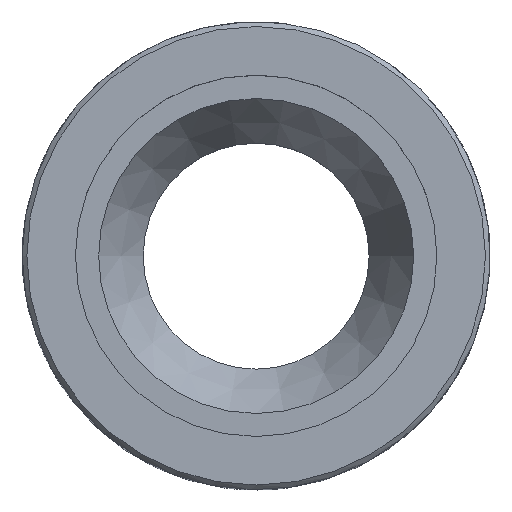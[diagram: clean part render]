
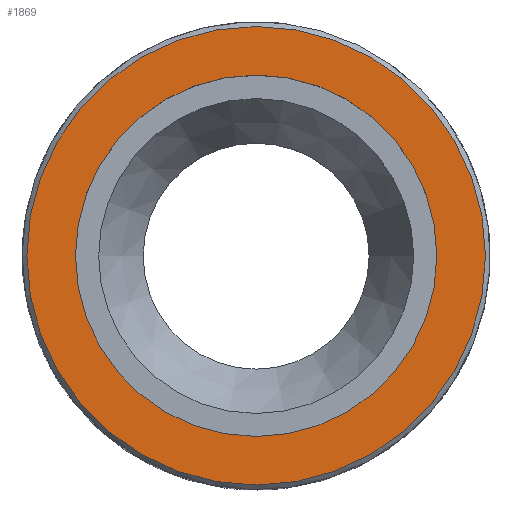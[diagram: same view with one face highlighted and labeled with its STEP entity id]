
A CAD part, top view. The second image highlights one B-rep face of the part: STEP entity #1869.
In plain terms, the highlighted planar face has unit normal (0, 0, 1).
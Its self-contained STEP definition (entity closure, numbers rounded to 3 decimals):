
#60=PLANE('',#2033);
#150=CIRCLE('',#2032,24.35);
#151=CIRCLE('',#2034,19.188);
#616=ORIENTED_EDGE('',*,*,#878,.T.);
#617=ORIENTED_EDGE('',*,*,#877,.F.);
#877=EDGE_CURVE('',#1003,#1003,#150,.T.);
#878=EDGE_CURVE('',#1004,#1004,#151,.T.);
#1003=VERTEX_POINT('',#2904);
#1004=VERTEX_POINT('',#2907);
#1094=EDGE_LOOP('',(#616));
#1095=EDGE_LOOP('',(#617));
#1188=FACE_BOUND('',#1094,.T.);
#1189=FACE_BOUND('',#1095,.T.);
#1869=ADVANCED_FACE('',(#1188,#1189),#60,.F.);
#2032=AXIS2_PLACEMENT_3D('',#2903,#2430,#2431);
#2033=AXIS2_PLACEMENT_3D('',#2905,#2432,#2433);
#2034=AXIS2_PLACEMENT_3D('',#2906,#2434,#2435);
#2430=DIRECTION('',(0.,0.,-1.));
#2431=DIRECTION('',(-1.,0.,0.));
#2432=DIRECTION('',(0.,0.,-1.));
#2433=DIRECTION('',(-1.,0.,0.));
#2434=DIRECTION('',(0.,0.,-1.));
#2435=DIRECTION('',(1.,0.,0.));
#2903=CARTESIAN_POINT('',(0.,0.,27.4));
#2904=CARTESIAN_POINT('',(-24.35,0.,27.4));
#2905=CARTESIAN_POINT('',(24.85,0.,27.4));
#2906=CARTESIAN_POINT('',(0.,0.,27.4));
#2907=CARTESIAN_POINT('',(19.188,0.,27.4));
